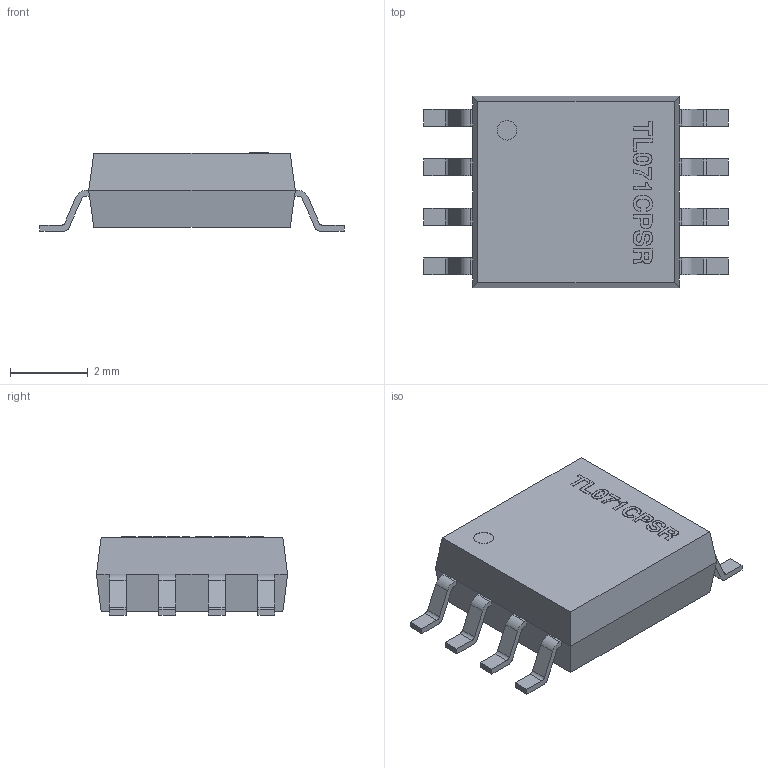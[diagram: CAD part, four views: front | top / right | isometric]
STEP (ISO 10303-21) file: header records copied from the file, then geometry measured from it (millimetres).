
FILE_DESCRIPTION(('FreeCAD Model'),'2;1');
FILE_NAME('TL071CPSR.step','2019-07-23T13:16:48',('Author'),('') ,'Open CASCADE STEP processor 7.3','FreeCAD','Unknown');
FILE_SCHEMA(('AUTOMOTIVE_DESIGN { 1 0 10303 214 1 1 1 1 }'));
Length unit declared in the file: millimetre
Products named in the file (1): TL071CPSR
Bounding box: 7.8 x 4.91 x 2.01 mm (x, y, z)
Volume: 47.9 mm3; surface area: 102 mm2
Topology: 1 solids, 1 shells, 276 faces, 763 edges, 502 vertices
Faces by surface type: plane 136, extrusion 99, cylinder 33, bspline 8
Full cylindrical faces by diameter (mm): 0.5 x1
Entity records: 10812 total; most frequent: CARTESIAN_POINT 2240, ORIENTED_EDGE 1526, DIRECTION 1038, EDGE_CURVE 763, VECTOR 566, VERTEX_POINT 502, LINE 467, B_SPLINE_CURVE_WITH_KNOTS 329
